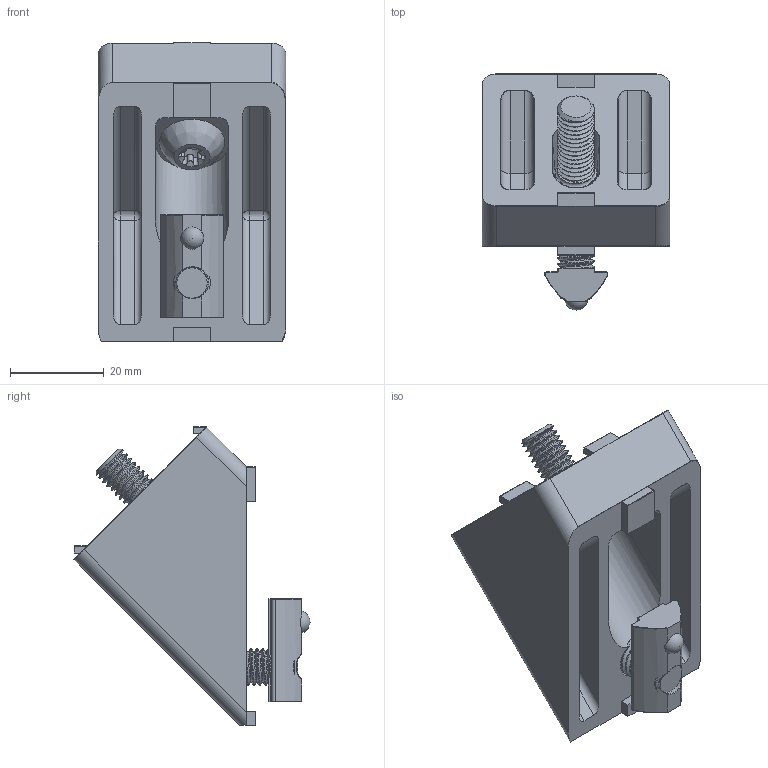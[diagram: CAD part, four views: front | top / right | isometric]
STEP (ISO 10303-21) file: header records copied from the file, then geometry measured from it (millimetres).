
FILE_DESCRIPTION(/* description */ (''),/* implementation_level */ '2;1');
FILE_NAME(/* name */ '1024241.stp',/* time_stamp */ '2024-04-30T15:54:45+02:00',/* author */ ('b.steehouwer'),/* organization */ (''),/* preprocessor_version */ 'ST-DEVELOPER v18.1',/* originating_system */ 'Autodesk Inventor 2021',/* authorisation */ '');
FILE_SCHEMA (('AUTOMOTIVE_DESIGN { 1 0 10303 214 3 1 1 }'));
Length unit declared in the file: millimetre
Products named in the file (1): 1024241
Bounding box: 40 x 50.32 x 63.55 mm (x, y, z)
Volume: 35631.5 mm3; surface area: 17013.8 mm2
Topology: 4 solids, 4 shells, 287 faces, 800 edges, 523 vertices
Faces by surface type: cylinder 121, plane 86, bspline 30, torus 28, cone 17, sphere 5
Full cylindrical faces by diameter (mm): 6.446 x14, 6.647 x1, 8.5 x1
Entity records: 29911 total; most frequent: CARTESIAN_POINT 22763, ORIENTED_EDGE 1586, DIRECTION 1373, EDGE_CURVE 793, AXIS2_PLACEMENT_3D 543, VERTEX_POINT 523, EDGE_LOOP 302, FACE_OUTER_BOUND 287
